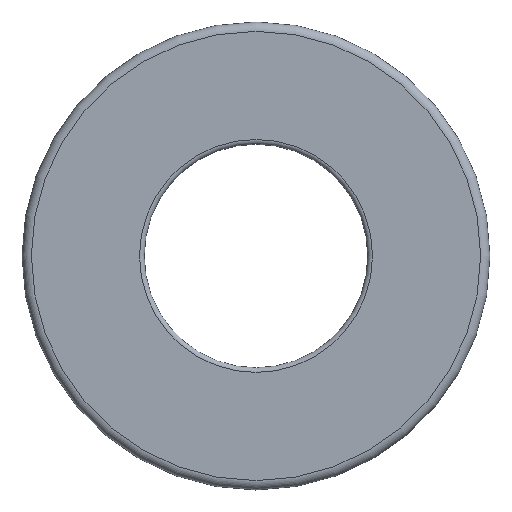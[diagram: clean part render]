
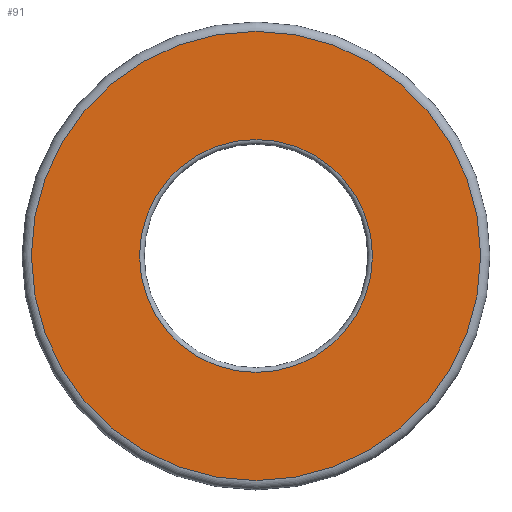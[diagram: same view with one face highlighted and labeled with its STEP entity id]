
A CAD part, top view. The second image highlights one B-rep face of the part: STEP entity #91.
In plain terms, the highlighted planar face has unit normal (0, 0, 1).
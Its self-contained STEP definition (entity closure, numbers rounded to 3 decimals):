
#16=PLANE('',#125);
#25=FACE_BOUND('',#46,.T.);
#32=FACE_OUTER_BOUND('',#45,.T.);
#45=EDGE_LOOP('',(#80));
#46=EDGE_LOOP('',(#81));
#47=CIRCLE('',#113,2.24);
#50=CIRCLE('',#117,4.32);
#54=VERTEX_POINT('',#158);
#57=VERTEX_POINT('',#165);
#61=EDGE_CURVE('',#54,#54,#47,.T.);
#64=EDGE_CURVE('',#57,#57,#50,.T.);
#80=ORIENTED_EDGE('',*,*,#64,.T.);
#81=ORIENTED_EDGE('',*,*,#61,.T.);
#91=ADVANCED_FACE('',(#32,#25),#16,.T.);
#113=AXIS2_PLACEMENT_3D('',#159,#130,#131);
#117=AXIS2_PLACEMENT_3D('',#166,#138,#139);
#125=AXIS2_PLACEMENT_3D('',#177,#154,#155);
#130=DIRECTION('center_axis',(0.,0.,-1.));
#131=DIRECTION('ref_axis',(1.,0.,0.));
#138=DIRECTION('center_axis',(0.,0.,1.));
#139=DIRECTION('ref_axis',(1.,0.,0.));
#154=DIRECTION('center_axis',(0.,0.,1.));
#155=DIRECTION('ref_axis',(1.,0.,0.));
#158=CARTESIAN_POINT('',(-2.24,0.,0.45));
#159=CARTESIAN_POINT('Origin',(0.,0.,0.45));
#165=CARTESIAN_POINT('',(-4.32,0.,0.45));
#166=CARTESIAN_POINT('Origin',(0.,0.,0.45));
#177=CARTESIAN_POINT('Origin',(0.,0.,0.45));
